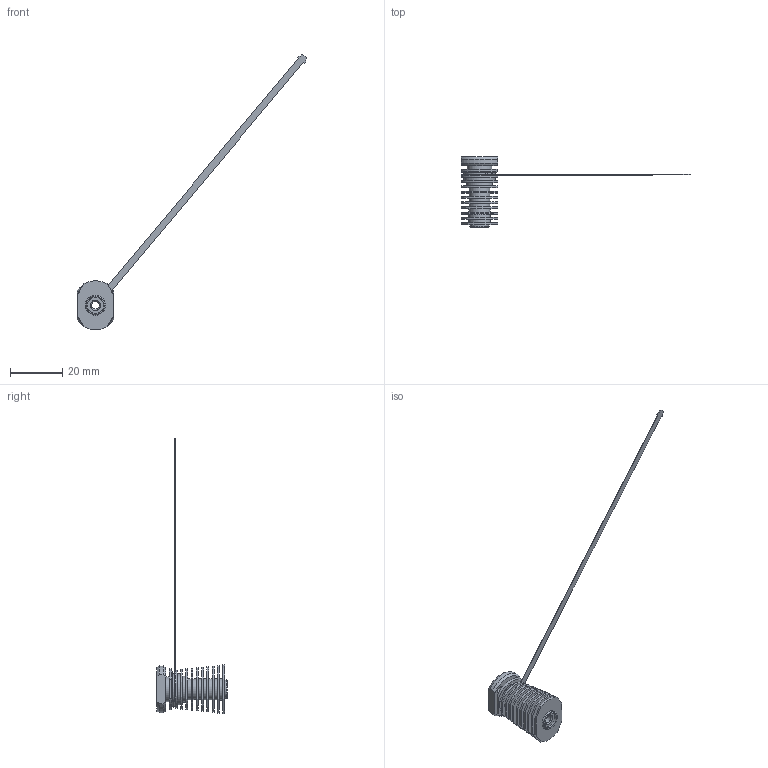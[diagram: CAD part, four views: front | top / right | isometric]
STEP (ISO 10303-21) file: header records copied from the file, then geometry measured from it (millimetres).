
FILE_DESCRIPTION(/* description */ ('STEP AP214'),/* implementation_level */ '2;1');
FILE_NAME(/* name */ 'piezo-voron-sink-as.step',/* time_stamp */ '2025-12-04T14:43:13-07:00',/* author */ (''),/* organization */ (''),/* preprocessor_version */ 'ST-DEVELOPER v20.1',/* originating_system */ 'Autodesk Translation Framework v14.21.0.0',/* authorisation */ '');
FILE_SCHEMA (('AUTOMOTIVE_DESIGN { 1 0 10303 214 3 1 1 }'));
Length unit declared in the file: millimetre
Products named in the file (7): PIEZO-VORON-SINK-AS; PIEZO-VORON-SINK-BASE; PIEZO-VORON-SINK-TOP; PIEZO-VORON-SINK-SCREW; PIEZO-FLEX-PCB-AS_Assembly CAD; PIEZO-FLEX-PCB_Bent; PIEZO-ELEMENT
Assembly tree (6 placements, depth 3):
  PIEZO-VORON-SINK-AS
    PIEZO-VORON-SINK-BASE
    PIEZO-VORON-SINK-TOP
    PIEZO-VORON-SINK-SCREW
    PIEZO-FLEX-PCB-AS_Assembly CAD
      PIEZO-FLEX-PCB_Bent
      PIEZO-ELEMENT
Bounding box: 88.18 x 27 x 105.84 mm (x, y, z)
Volume: 3076.5 mm3; surface area: 6891.4 mm2
Topology: 8 solids, 8 shells, 228 faces, 537 edges, 350 vertices
Faces by surface type: plane 123, cylinder 82, cone 20, torus 3
Full cylindrical faces by diameter (mm): 2.5 x4, 3 x1, 3.2 x1, 4.1 x1, 5.5 x1, 6 x2, 6.1 x1, 6.17 x1, 6.2 x3, 6.5 x3, 7.9 x2, 8 x3, 8.1 x1, 8.15 x1, 8.2 x1, 8.3 x1, 9.5 x1, 10 x1, 12 x1
Entity records: 6874 total; most frequent: DIRECTION 1211, CARTESIAN_POINT 1150, ORIENTED_EDGE 1074, EDGE_CURVE 537, AXIS2_PLACEMENT_3D 443, VERTEX_POINT 350, LINE 325, VECTOR 325
